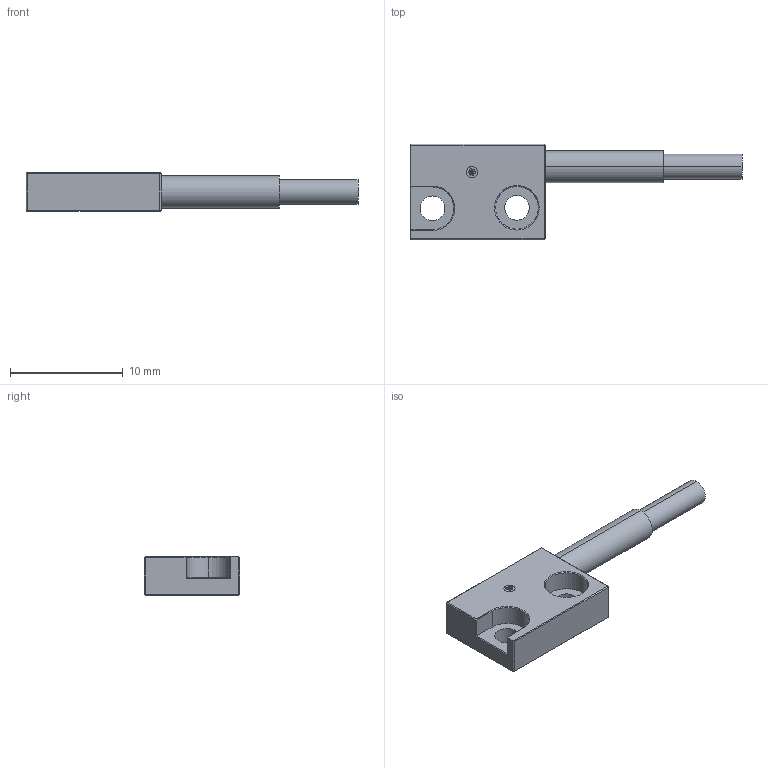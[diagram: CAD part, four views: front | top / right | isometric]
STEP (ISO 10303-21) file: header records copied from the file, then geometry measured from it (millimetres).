
FILE_DESCRIPTION (( 'STEP AP203' ), '1' );
FILE_NAME ('PT-FZ8.STEP', '2016-06-30T02:24:59', ( '' ), ( '' ), 'SwSTEP 2.0', 'SolidWorks 2013', '' );
FILE_SCHEMA (( 'CONFIG_CONTROL_DESIGN' ));
Length unit declared in the file: millimetre
Products named in the file (1): PT-FZ8
Bounding box: 29.5 x 8.5 x 3.4 mm (x, y, z)
Volume: 378.8 mm3; surface area: 670 mm2
Topology: 1 solids, 1 shells, 78 faces, 181 edges, 117 vertices
Faces by surface type: plane 44, cylinder 30, cone 4
Entity records: 2306 total; most frequent: DIRECTION 403, CARTESIAN_POINT 377, ORIENTED_EDGE 362, EDGE_CURVE 181, AXIS2_PLACEMENT_3D 143, VECTOR 117, LINE 117, VERTEX_POINT 117
